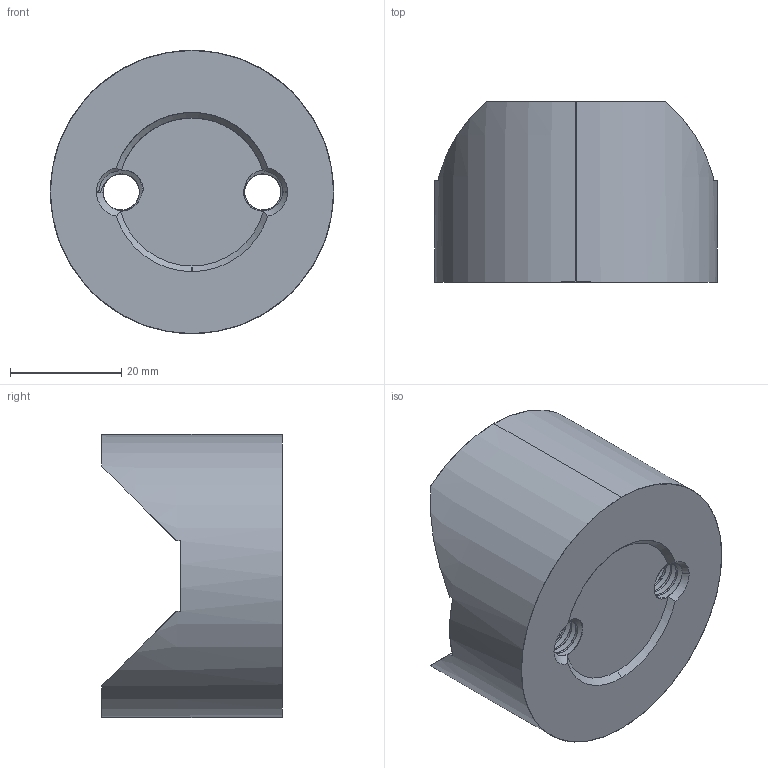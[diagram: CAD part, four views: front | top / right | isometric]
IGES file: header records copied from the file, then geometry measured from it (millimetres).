
Start section: SolidWorks IGES file using analytic representation for surfaces
Global section: file name: VB-2000-SM - Vee Block, Surface Mount, Giant.IGS; native system: SolidWorks 2006 by SolidWorks Corporation; preprocessor: SolidWorks 2006 by SolidWorks Corporation; author: rvillegas; date: 070620.230437; units: inch
Bounding box: 50.8 x 32.38 x 50.8 mm (x, y, z)
Surface area: 10031.1 mm2 (no closed solid volume)
Topology: 0 solids, 0 shells, 87 faces, 2027 edges, 2027 vertices
Faces by surface type: revolution 63, bspline 24
